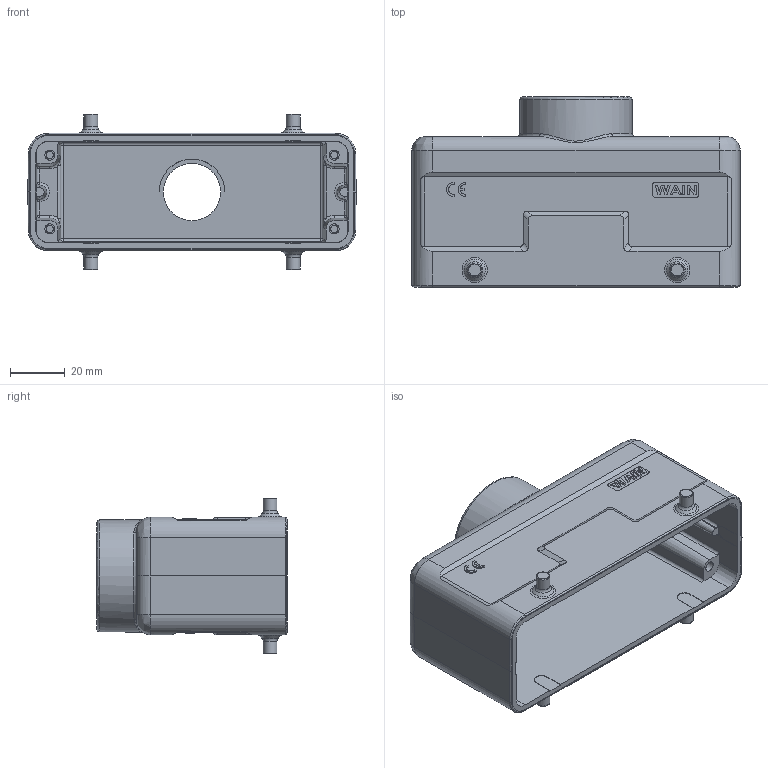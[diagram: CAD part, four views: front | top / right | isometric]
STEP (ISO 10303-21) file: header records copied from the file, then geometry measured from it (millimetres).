
FILE_DESCRIPTION(/* description */ (''),/* implementation_level */ '2;1');
FILE_NAME(/* name */ '3D_1111244301001_W24B-TE-4B-M25_V1.0_stp.stp',/* time_stamp */ '2023-11-30T10:13:33+08:00',/* author */ (''),/* organization */ (''),/* preprocessor_version */ 'ST-DEVELOPER v18.1',/* originating_system */ 'SIEMENS PLM Software NX 1980',/* authorisation */ '');
FILE_SCHEMA (('AUTOMOTIVE_DESIGN { 1 0 10303 214 3 1 1 1 }'));
Length unit declared in the file: millimetre
Products named in the file (1): 3D_1111244301001_W24B-TE-4B-M25_V1.0_stp
Bounding box: 120 x 69.5 x 57 mm (x, y, z)
Volume: 83508.6 mm3; surface area: 45343.1 mm2
Topology: 1 solids, 1 shells, 379 faces, 954 edges, 591 vertices
Faces by surface type: plane 199, cylinder 110, torus 25, sphere 16, cone 15, bspline 14
Full cylindrical faces by diameter (mm): 2.7 x4, 3.701 x4, 5 x4, 21 x1, 23.5 x1, 41 x1
Entity records: 11487 total; most frequent: CARTESIAN_POINT 2410, DIRECTION 1890, ORIENTED_EDGE 1782, EDGE_CURVE 891, AXIS2_PLACEMENT_3D 653, LINE 584, VECTOR 584, VERTEX_POINT 577
